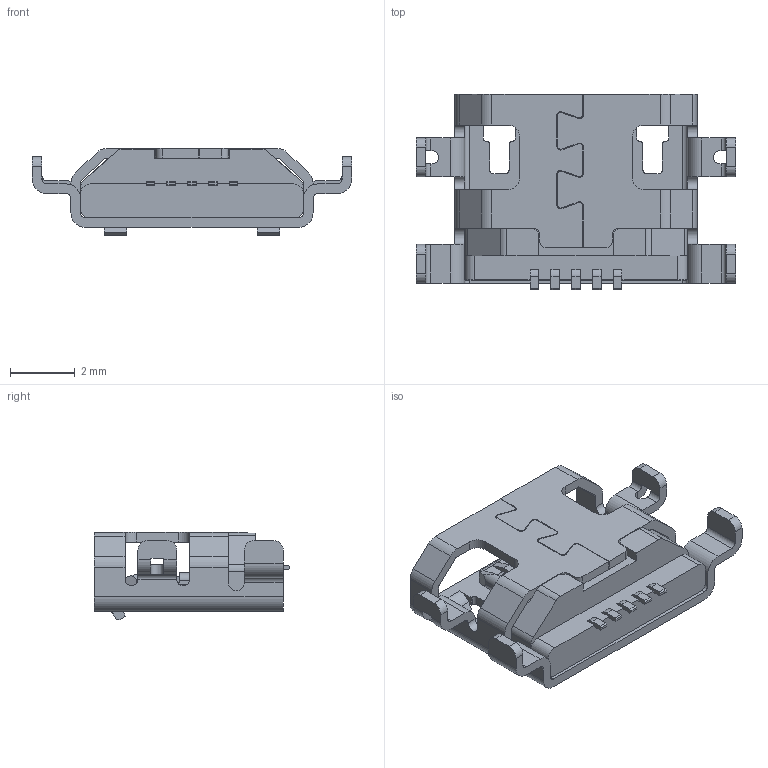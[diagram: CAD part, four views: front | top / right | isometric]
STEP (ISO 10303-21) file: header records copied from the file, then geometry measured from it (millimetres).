
FILE_DESCRIPTION(('CoCreate Modeling STEP Export'),'2;1');
FILE_NAME('1.stp','2017-03-10T16:02:28',(''),(''),'CoCreate Modeling STEP processor for AP214 (Solid Model)','CoCreate Modeling 16.00 13-May-2008 (C) Parametric Technology GmbH','');
FILE_SCHEMA(('AUTOMOTIVE_DESIGN { 1 0 10303 214 1 1 1 1 }'));
Length unit declared in the file: millimetre
Products named in the file (12): p1.1; p1; 4DIPSHELL; 4DIP10MOLDING; 4DIPCHENBAN10_ASM; USB-1098-05CD.stp; USB-1095-05CS.stp; 010101020-014_沉板1.0_四脚插板.stp; 4DIP08HOUSING; .stp; _.stp; _无翻边.stp.1
Assembly tree (11 placements, depth 8):
  _无翻边.stp.1
  _.stp
  .stp
        4DIP08HOUSING
        010101020-014_沉板1.0_四脚插板.stp
          USB-1095-05CS.stp
            USB-1098-05CD.stp
              4DIPCHENBAN10_ASM
                4DIP10MOLDING
                4DIPSHELL
        p1
        p1.1
Bounding box: 9.9 x 6.05 x 2.7 mm (x, y, z)
Volume: 51.7 mm3; surface area: 273.2 mm2
Topology: 1 solids, 1 shells, 552 faces, 1608 edges, 1040 vertices
Faces by surface type: plane 363, cylinder 171, cone 16, torus 2
Entity records: 18388 total; most frequent: CARTESIAN_POINT 3436, ORIENTED_EDGE 3216, DIRECTION 2987, EDGE_CURVE 1608, VECTOR 1181, LINE 1181, VERTEX_POINT 1040, AXIS2_PLACEMENT_3D 903
